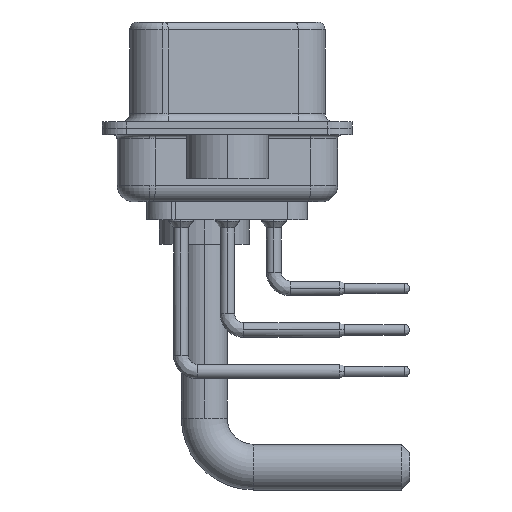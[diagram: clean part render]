
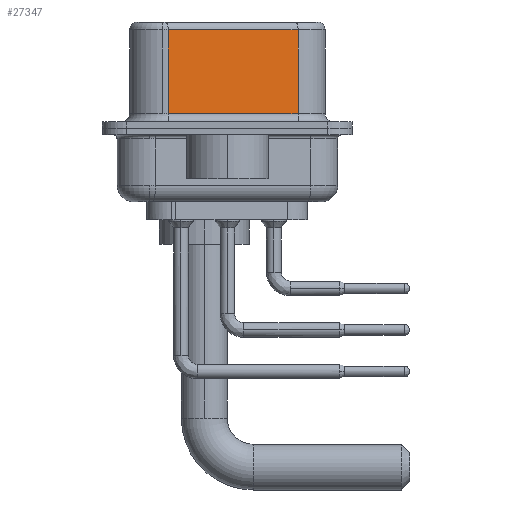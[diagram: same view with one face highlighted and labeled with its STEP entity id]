
A CAD part, left-side view. The second image highlights one B-rep face of the part: STEP entity #27347.
In plain terms, the highlighted planar face has unit normal (-0.985, -0.174, 0).
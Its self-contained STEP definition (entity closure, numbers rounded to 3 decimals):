
#1903 = AXIS2_PLACEMENT_3D ( 'NONE', #18039, #27289, #26737 ) ;
#1967 = VERTEX_POINT ( 'NONE', #19194 ) ;
#2245 = VECTOR ( 'NONE', #23846, 1000. ) ;
#2577 = EDGE_CURVE ( 'NONE', #14535, #1967, #18964, .T. ) ;
#3551 = LINE ( 'NONE', #15102, #10062 ) ;
#4947 = CARTESIAN_POINT ( 'NONE',  ( 5.132, -4.322, 6.02 ) ) ;
#5649 = EDGE_CURVE ( 'NONE', #6657, #23218, #6437, .T. ) ;
#6437 = LINE ( 'NONE', #12323, #2245 ) ;
#6657 = VERTEX_POINT ( 'NONE', #32818 ) ;
#8582 = LINE ( 'NONE', #14085, #35841 ) ;
#9384 = VECTOR ( 'NONE', #16528, 1000. ) ;
#10062 = VECTOR ( 'NONE', #17380, 1000. ) ;
#12323 = CARTESIAN_POINT ( 'NONE',  ( 3.73, 3.628, 6.52 ) ) ;
#12765 = EDGE_CURVE ( 'NONE', #14535, #6657, #8582, .T. ) ;
#14085 = CARTESIAN_POINT ( 'NONE',  ( 5.132, -4.322, 6.02 ) ) ;
#14535 = VERTEX_POINT ( 'NONE', #4947 ) ;
#15102 = CARTESIAN_POINT ( 'NONE',  ( 5.132, -4.322, 0.9 ) ) ;
#16528 = DIRECTION ( 'NONE',  ( 0., 0., -1. ) ) ;
#17061 = ORIENTED_EDGE ( 'NONE', *, *, #12765, .T. ) ;
#17380 = DIRECTION ( 'NONE',  ( 0.174, -0.985, 0. ) ) ;
#18039 = CARTESIAN_POINT ( 'NONE',  ( 5.132, -4.322, 6.52 ) ) ;
#18772 = PLANE ( 'NONE',  #1903 ) ;
#18964 = LINE ( 'NONE', #19153, #9384 ) ;
#19153 = CARTESIAN_POINT ( 'NONE',  ( 5.132, -4.322, 6.52 ) ) ;
#19194 = CARTESIAN_POINT ( 'NONE',  ( 5.132, -4.322, 0.9 ) ) ;
#19396 = ORIENTED_EDGE ( 'NONE', *, *, #2577, .F. ) ;
#22952 = DIRECTION ( 'NONE',  ( -0.174, 0.985, 0. ) ) ;
#23218 = VERTEX_POINT ( 'NONE', #27874 ) ;
#23846 = DIRECTION ( 'NONE',  ( 0., 0., -1. ) ) ;
#24073 = FACE_OUTER_BOUND ( 'NONE', #36630, .T. ) ;
#26737 = DIRECTION ( 'NONE',  ( -0.174, 0.985, 0. ) ) ;
#27289 = DIRECTION ( 'NONE',  ( 0.985, 0.174, 0. ) ) ;
#27347 = ADVANCED_FACE ( 'NONE', ( #24073 ), #18772, .F. ) ;
#27874 = CARTESIAN_POINT ( 'NONE',  ( 3.73, 3.628, 0.9 ) ) ;
#28678 = ORIENTED_EDGE ( 'NONE', *, *, #5649, .T. ) ;
#31005 = ORIENTED_EDGE ( 'NONE', *, *, #33209, .T. ) ;
#32818 = CARTESIAN_POINT ( 'NONE',  ( 3.73, 3.628, 6.02 ) ) ;
#33209 = EDGE_CURVE ( 'NONE', #23218, #1967, #3551, .T. ) ;
#35841 = VECTOR ( 'NONE', #22952, 1000. ) ;
#36630 = EDGE_LOOP ( 'NONE', ( #19396, #17061, #28678, #31005 ) ) ;
